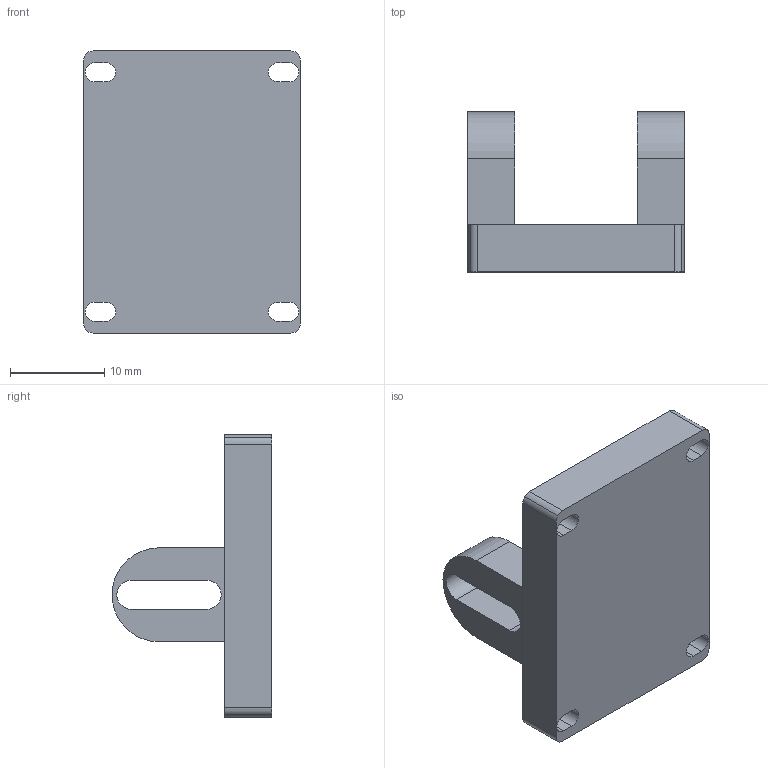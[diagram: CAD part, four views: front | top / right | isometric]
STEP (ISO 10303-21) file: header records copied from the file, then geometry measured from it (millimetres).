
FILE_DESCRIPTION (( 'STEP AP214' ), '1' );
FILE_NAME ('Teflon clamp to spout mount bracket.STEP', '2025-09-19T19:17:22', ( '' ), ( '' ), 'SwSTEP 2.0', 'SolidWorks 2025', '' );
FILE_SCHEMA (( 'AUTOMOTIVE_DESIGN' ));
Length unit declared in the file: inch
Products named in the file (1): Teflon clamp to spout mount bracket
Bounding box: 23 x 17 x 30 mm (x, y, z)
Volume: 4102.1 mm3; surface area: 2992.4 mm2
Topology: 3 solids, 3 shells, 50 faces, 132 edges, 88 vertices
Faces by surface type: plane 28, cylinder 22
Entity records: 1633 total; most frequent: DIRECTION 278, CARTESIAN_POINT 271, ORIENTED_EDGE 264, EDGE_CURVE 132, AXIS2_PLACEMENT_3D 95, VERTEX_POINT 88, VECTOR 88, LINE 88
